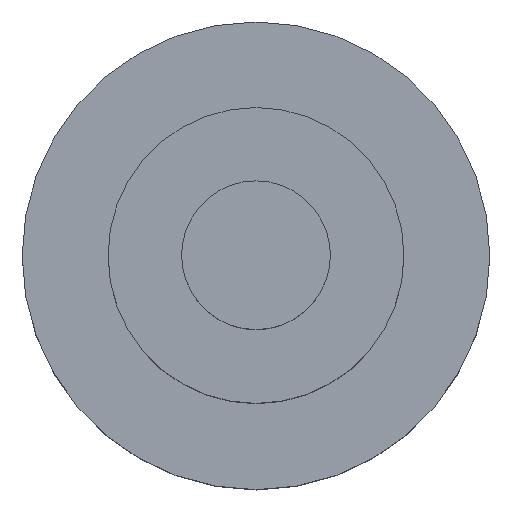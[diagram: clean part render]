
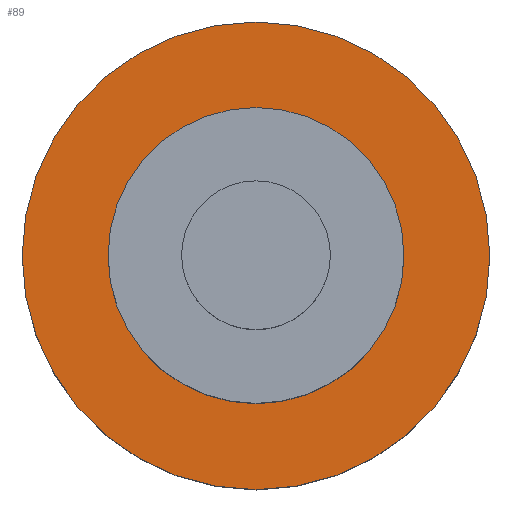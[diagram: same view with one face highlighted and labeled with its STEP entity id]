
A CAD part, top view. The second image highlights one B-rep face of the part: STEP entity #89.
In plain terms, the highlighted planar face has unit normal (0, 0, 1).
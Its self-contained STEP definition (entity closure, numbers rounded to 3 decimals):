
#25=FACE_BOUND('',#39,.T.);
#30=FACE_OUTER_BOUND('',#38,.T.);
#38=EDGE_LOOP('',(#71));
#39=EDGE_LOOP('',(#72));
#45=CIRCLE('',#112,4.175);
#47=CIRCLE('',#116,6.6);
#51=VERTEX_POINT('',#160);
#53=VERTEX_POINT('',#167);
#58=EDGE_CURVE('',#51,#51,#45,.T.);
#60=EDGE_CURVE('',#53,#53,#47,.T.);
#71=ORIENTED_EDGE('',*,*,#60,.T.);
#72=ORIENTED_EDGE('',*,*,#58,.T.);
#84=PLANE('',#115);
#89=ADVANCED_FACE('',(#30,#25),#84,.T.);
#112=AXIS2_PLACEMENT_3D('',#162,#134,#135);
#115=AXIS2_PLACEMENT_3D('',#166,#140,#141);
#116=AXIS2_PLACEMENT_3D('',#168,#142,#143);
#134=DIRECTION('center_axis',(0.,0.,-1.));
#135=DIRECTION('ref_axis',(-1.,0.,0.));
#140=DIRECTION('center_axis',(0.,0.,1.));
#141=DIRECTION('ref_axis',(1.,0.,0.));
#142=DIRECTION('center_axis',(0.,0.,1.));
#143=DIRECTION('ref_axis',(1.,0.,0.));
#160=CARTESIAN_POINT('',(0.,-4.175,5.));
#162=CARTESIAN_POINT('Origin',(0.,0.,5.));
#166=CARTESIAN_POINT('Origin',(0.,0.,5.));
#167=CARTESIAN_POINT('',(0.,-6.6,5.));
#168=CARTESIAN_POINT('Origin',(0.,0.,5.));
